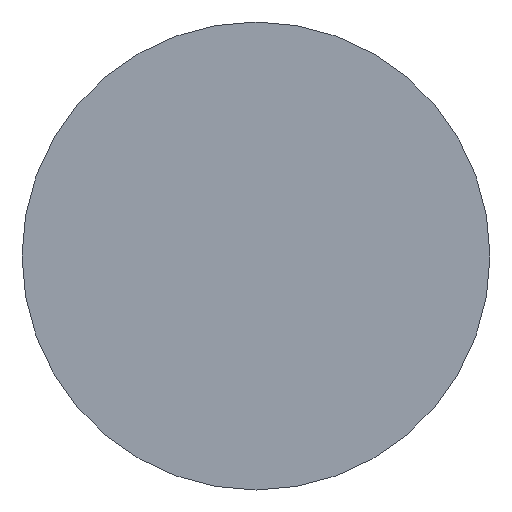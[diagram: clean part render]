
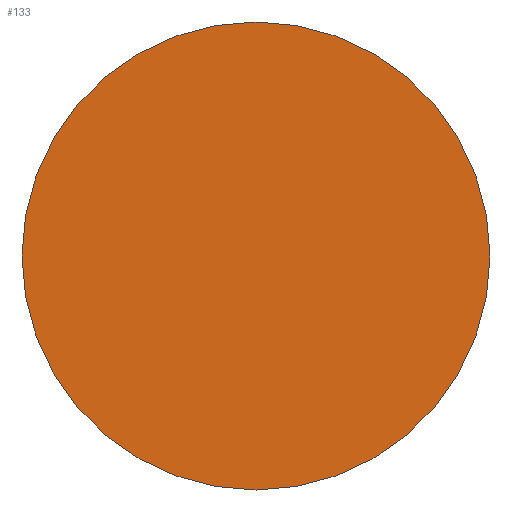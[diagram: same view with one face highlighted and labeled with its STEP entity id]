
A CAD part, left-side view. The second image highlights one B-rep face of the part: STEP entity #133.
In plain terms, the highlighted planar face has unit normal (-1, 0, 0).
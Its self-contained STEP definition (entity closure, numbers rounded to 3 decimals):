
#6 = CARTESIAN_POINT ( 'NONE',  ( 512.041, 129.33, 0. ) ) ;
#20 = CARTESIAN_POINT ( 'NONE',  ( 512.041, 129.33, 0. ) ) ;
#33 = DIRECTION ( 'NONE',  ( 0., 0., 1. ) ) ;
#34 = CIRCLE ( 'NONE', #47, 5. ) ;
#37 = EDGE_LOOP ( 'NONE', ( #67 ) ) ;
#47 = AXIS2_PLACEMENT_3D ( 'NONE', #20, #54, #33 ) ;
#54 = DIRECTION ( 'NONE',  ( 1., 0., 0. ) ) ;
#67 = ORIENTED_EDGE ( 'NONE', *, *, #135, .F. ) ;
#69 = FACE_OUTER_BOUND ( 'NONE', #37, .T. ) ;
#71 = DIRECTION ( 'NONE',  ( 0., 0., -1. ) ) ;
#81 = CARTESIAN_POINT ( 'NONE',  ( 512.041, 129.33, 5. ) ) ;
#130 = PLANE ( 'NONE',  #131 ) ;
#131 = AXIS2_PLACEMENT_3D ( 'NONE', #6, #140, #71 ) ;
#133 = ADVANCED_FACE ( 'NONE', ( #69 ), #130, .F. ) ;
#135 = EDGE_CURVE ( 'NONE', #144, #144, #34, .T. ) ;
#140 = DIRECTION ( 'NONE',  ( 1., 0., 0. ) ) ;
#144 = VERTEX_POINT ( 'NONE', #81 ) ;
